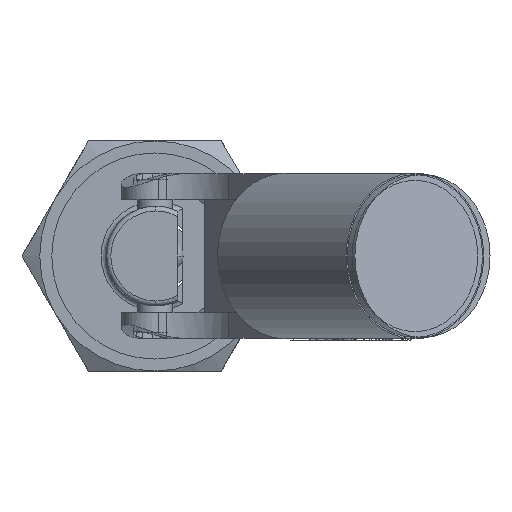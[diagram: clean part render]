
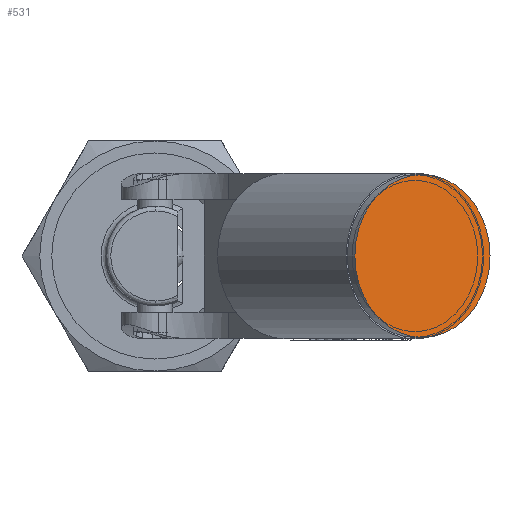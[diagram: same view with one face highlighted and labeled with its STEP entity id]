
A CAD part, front view. The second image highlights one B-rep face of the part: STEP entity #531.
In plain terms, the highlighted planar face has unit normal (0.559, -0.829, 0).
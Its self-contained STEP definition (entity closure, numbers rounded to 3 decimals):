
#275 = CARTESIAN_POINT ( 'NONE',  ( 27.905, -43.106, 8.5 ) ) ;
#531 = ADVANCED_FACE ( 'NONE', ( #6035 ), #571, .F. ) ;
#571 = PLANE ( 'NONE',  #10167 ) ;
#1405 = VERTEX_POINT ( 'NONE', #275 ) ;
#1831 = CARTESIAN_POINT ( 'NONE',  ( 27.905, -43.106, -8.5 ) ) ;
#1854 = DIRECTION ( 'NONE',  ( -0.559, 0.829, 0. ) ) ;
#2791 = CARTESIAN_POINT ( 'NONE',  ( 27.905, -43.106, 0. ) ) ;
#2899 = EDGE_CURVE ( 'NONE', #1405, #4814, #6164, .T. ) ;
#3931 = CARTESIAN_POINT ( 'NONE',  ( 27.905, -43.106, 0. ) ) ;
#4312 = AXIS2_PLACEMENT_3D ( 'NONE', #2791, #9237, #7624 ) ;
#4637 = AXIS2_PLACEMENT_3D ( 'NONE', #6592, #1854, #9769 ) ;
#4814 = VERTEX_POINT ( 'NONE', #1831 ) ;
#5036 = ORIENTED_EDGE ( 'NONE', *, *, #9482, .F. ) ;
#6035 = FACE_OUTER_BOUND ( 'NONE', #8148, .T. ) ;
#6164 = CIRCLE ( 'NONE', #4312, 8.5 ) ;
#6443 = DIRECTION ( 'NONE',  ( 0., 0., -1. ) ) ;
#6592 = CARTESIAN_POINT ( 'NONE',  ( 27.905, -43.106, 0. ) ) ;
#7237 = DIRECTION ( 'NONE',  ( -0.559, 0.829, 0. ) ) ;
#7624 = DIRECTION ( 'NONE',  ( 0., 0., -1. ) ) ;
#8148 = EDGE_LOOP ( 'NONE', ( #5036, #9614 ) ) ;
#8454 = CIRCLE ( 'NONE', #4637, 8.5 ) ;
#9237 = DIRECTION ( 'NONE',  ( -0.559, 0.829, 0. ) ) ;
#9482 = EDGE_CURVE ( 'NONE', #4814, #1405, #8454, .T. ) ;
#9614 = ORIENTED_EDGE ( 'NONE', *, *, #2899, .F. ) ;
#9769 = DIRECTION ( 'NONE',  ( 0., 0., -1. ) ) ;
#10167 = AXIS2_PLACEMENT_3D ( 'NONE', #3931, #7237, #6443 ) ;
